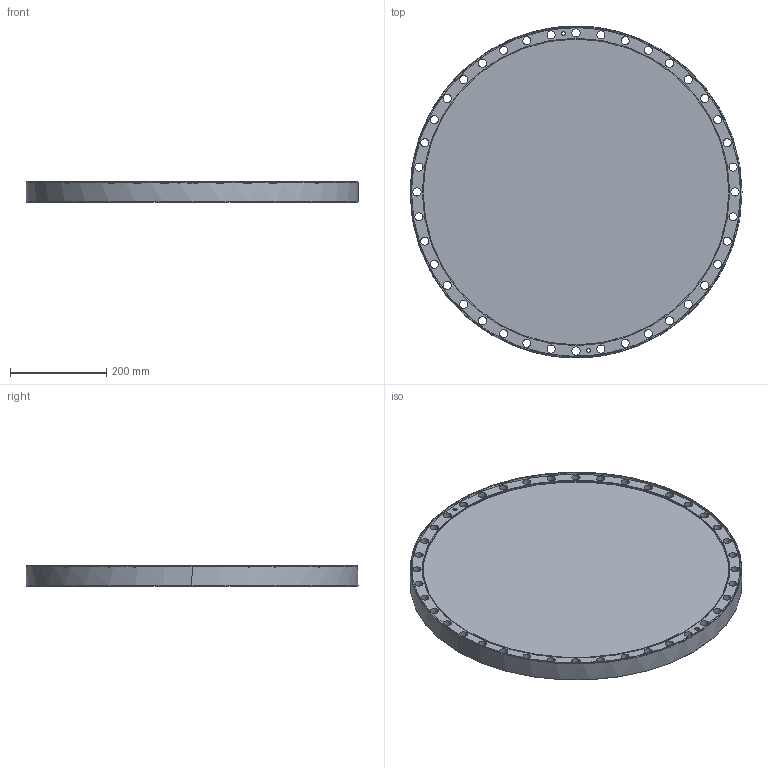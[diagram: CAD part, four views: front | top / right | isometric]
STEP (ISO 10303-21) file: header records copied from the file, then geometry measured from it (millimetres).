
FILE_DESCRIPTION (( 'STEP AP214' ), '1' );
FILE_NAME ('620FBF600.step', '2017-07-10T05:54:23', ( 'install' ), ( '' ), 'SwSTEP 2.0', 'SolidWorks 2015', '' );
FILE_SCHEMA (( 'AUTOMOTIVE_DESIGN' ));
Length unit declared in the file: millimetre
Products named in the file (1): 620FBF600
Bounding box: 690 x 690 x 43 mm (x, y, z)
Volume: 13507226.7 mm3; surface area: 921270.2 mm2
Topology: 1 solids, 1 shells, 120 faces, 334 edges, 217 vertices
Faces by surface type: cylinder 92, cone 15, plane 11, torus 2
Entity records: 4201 total; most frequent: DIRECTION 781, CARTESIAN_POINT 684, ORIENTED_EDGE 668, EDGE_CURVE 334, AXIS2_PLACEMENT_3D 330, VERTEX_POINT 217, CIRCLE 209, EDGE_LOOP 205
